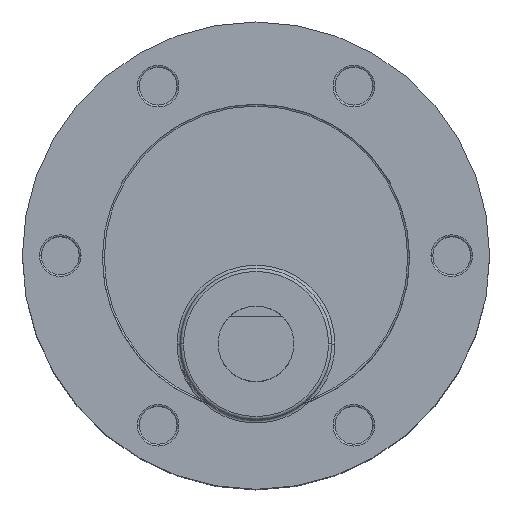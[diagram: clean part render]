
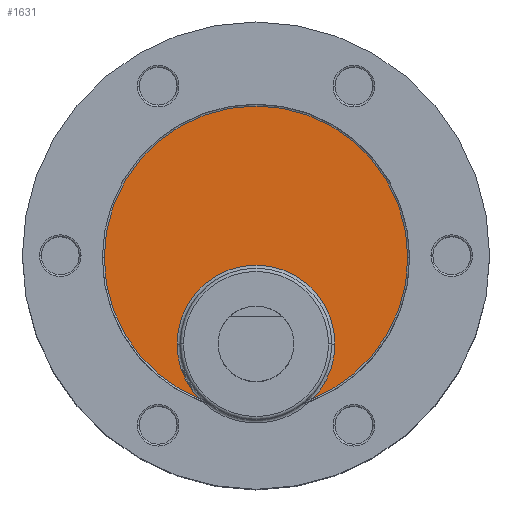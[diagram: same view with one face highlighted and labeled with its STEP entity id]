
A CAD part, top view. The second image highlights one B-rep face of the part: STEP entity #1631.
In plain terms, the highlighted planar face has unit normal (0, 0, 1).
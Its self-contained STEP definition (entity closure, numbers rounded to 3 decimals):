
#222 = DIRECTION ( 'NONE',  ( 0., 0., 1. ) ) ;
#248 = CIRCLE ( 'NONE', #403, 12.017 ) ;
#403 = AXIS2_PLACEMENT_3D ( 'NONE', #2723, #2486, #2987 ) ;
#456 = CIRCLE ( 'NONE', #917, 12.017 ) ;
#588 = VERTEX_POINT ( 'NONE', #1462 ) ;
#660 = CARTESIAN_POINT ( 'NONE',  ( 295.563, 228.285, -0.25 ) ) ;
#917 = AXIS2_PLACEMENT_3D ( 'NONE', #660, #222, #1874 ) ;
#1146 = FACE_OUTER_BOUND ( 'NONE', #1846, .T. ) ;
#1404 = EDGE_CURVE ( 'NONE', #2202, #588, #248, .T. ) ;
#1417 = PLANE ( 'NONE',  #1577 ) ;
#1462 = CARTESIAN_POINT ( 'NONE',  ( 283.546, 228.285, -0.25 ) ) ;
#1577 = AXIS2_PLACEMENT_3D ( 'NONE', #2126, #3098, #2895 ) ;
#1631 = ADVANCED_FACE ( 'NONE', ( #1146 ), #1417, .T. ) ;
#1846 = EDGE_LOOP ( 'NONE', ( #3162, #2016 ) ) ;
#1874 = DIRECTION ( 'NONE',  ( 1., 0., 0. ) ) ;
#2016 = ORIENTED_EDGE ( 'NONE', *, *, #2113, .T. ) ;
#2113 = EDGE_CURVE ( 'NONE', #588, #2202, #456, .T. ) ;
#2126 = CARTESIAN_POINT ( 'NONE',  ( 295.563, 228.285, -0.25 ) ) ;
#2202 = VERTEX_POINT ( 'NONE', #2620 ) ;
#2486 = DIRECTION ( 'NONE',  ( 0., 0., 1. ) ) ;
#2620 = CARTESIAN_POINT ( 'NONE',  ( 307.581, 228.285, -0.25 ) ) ;
#2723 = CARTESIAN_POINT ( 'NONE',  ( 295.563, 228.285, -0.25 ) ) ;
#2895 = DIRECTION ( 'NONE',  ( 1., 0., 0. ) ) ;
#2987 = DIRECTION ( 'NONE',  ( 1., 0., 0. ) ) ;
#3098 = DIRECTION ( 'NONE',  ( 0., 0., 1. ) ) ;
#3162 = ORIENTED_EDGE ( 'NONE', *, *, #1404, .T. ) ;
